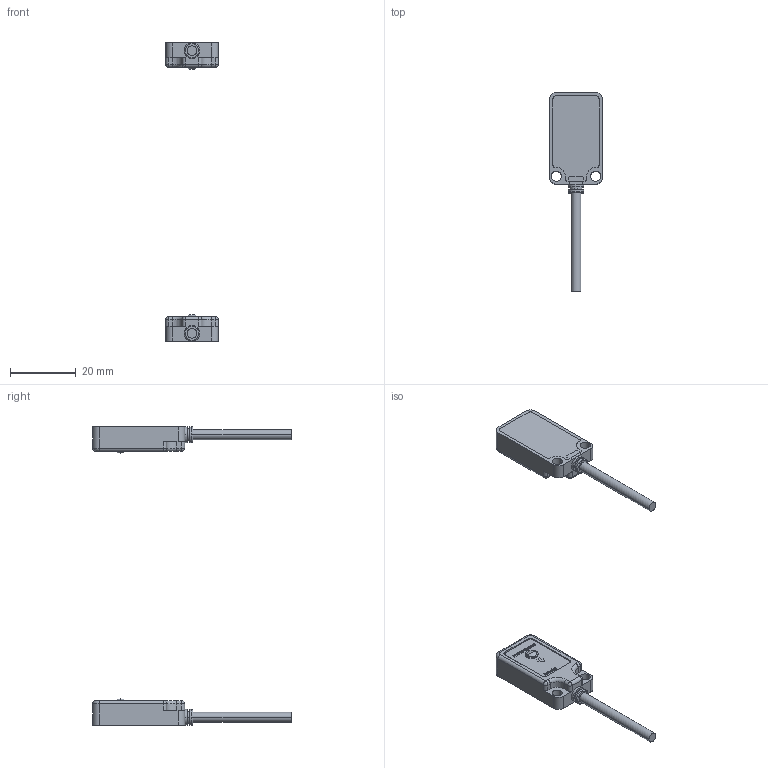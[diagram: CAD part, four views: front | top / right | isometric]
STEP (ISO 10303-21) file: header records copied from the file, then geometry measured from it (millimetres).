
FILE_DESCRIPTION (( 'STEP AP214' ), '1' );
FILE_NAME ('BPS3M-TDT_BPS3M-TDT-P_BPS3M-TDTL_BPS3M-TDTL-P.STEP', '2025-01-24T19:27:36', ( '' ), ( '' ), 'SwSTEP 2.0', 'SolidWorks 2024', '' );
FILE_SCHEMA (( 'AUTOMOTIVE_DESIGN' ));
Length unit declared in the file: inch
Products named in the file (3): LEFT; BPS3M-TDT_BPS3M-TDT-P_BPS3M-TDTL_BPS3M-TDTL-P; RIGHT
Assembly tree (2 placements, depth 2):
  BPS3M-TDT_BPS3M-TDT-P_BPS3M-TDTL_BPS3M-TDTL-P
    RIGHT
    LEFT
Bounding box: 16 x 60.5 x 90.8 mm (x, y, z)
Volume: 6616 mm3; surface area: 3839.1 mm2
Topology: 2 solids, 2 shells, 226 faces, 862 edges, 698 vertices
Faces by surface type: plane 116, cylinder 86, sphere 12, torus 12
Entity records: 11766 total; most frequent: CARTESIAN_POINT 4259, ORIENTED_EDGE 1696, DIRECTION 1356, EDGE_CURVE 848, VERTEX_POINT 696, VECTOR 470, LINE 470, AXIS2_PLACEMENT_3D 443
